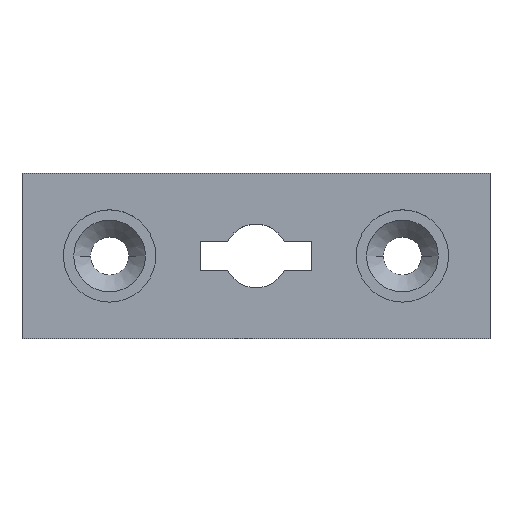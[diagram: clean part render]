
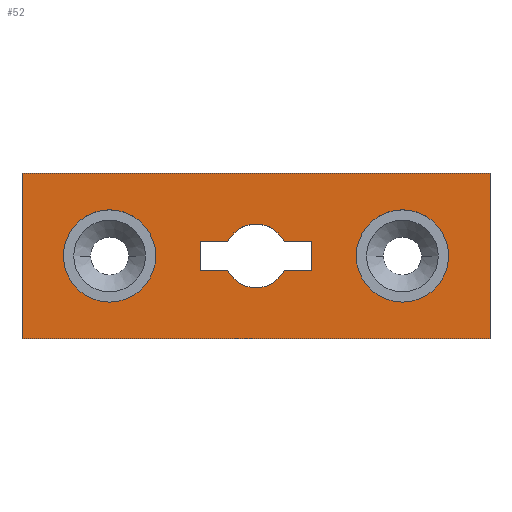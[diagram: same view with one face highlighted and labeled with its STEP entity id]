
A CAD part, top view. The second image highlights one B-rep face of the part: STEP entity #52.
In plain terms, the highlighted planar face has unit normal (0, 0, 1).
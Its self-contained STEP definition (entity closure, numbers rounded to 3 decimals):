
#17 = ORIENTED_EDGE ( 'NONE', *, *, #866, .F. ) ;
#32 = ORIENTED_EDGE ( 'NONE', *, *, #786, .F. ) ;
#52 = ADVANCED_FACE ( 'NONE', ( #297, #303, #114, #218 ), #714, .F. ) ;
#71 = ORIENTED_EDGE ( 'NONE', *, *, #788, .F. ) ;
#75 = ORIENTED_EDGE ( 'NONE', *, *, #871, .T. ) ;
#88 = ORIENTED_EDGE ( 'NONE', *, *, #781, .F. ) ;
#90 = ORIENTED_EDGE ( 'NONE', *, *, #769, .F. ) ;
#94 = ORIENTED_EDGE ( 'NONE', *, *, #783, .F. ) ;
#95 = ORIENTED_EDGE ( 'NONE', *, *, #773, .T. ) ;
#114 = FACE_BOUND ( 'NONE', #157, .T. ) ;
#115 = EDGE_LOOP ( 'NONE', ( #158, #17 ) ) ;
#157 = EDGE_LOOP ( 'NONE', ( #169, #159, #88, #190, #165, #71, #197, #32 ) ) ;
#158 = ORIENTED_EDGE ( 'NONE', *, *, #796, .F. ) ;
#159 = ORIENTED_EDGE ( 'NONE', *, *, #771, .F. ) ;
#161 = EDGE_LOOP ( 'NONE', ( #90, #94 ) ) ;
#165 = ORIENTED_EDGE ( 'NONE', *, *, #782, .F. ) ;
#169 = ORIENTED_EDGE ( 'NONE', *, *, #872, .F. ) ;
#177 = ORIENTED_EDGE ( 'NONE', *, *, #784, .T. ) ;
#185 = ORIENTED_EDGE ( 'NONE', *, *, #870, .T. ) ;
#190 = ORIENTED_EDGE ( 'NONE', *, *, #770, .F. ) ;
#197 = ORIENTED_EDGE ( 'NONE', *, *, #797, .F. ) ;
#214 = EDGE_LOOP ( 'NONE', ( #75, #95, #177, #185 ) ) ;
#218 = FACE_OUTER_BOUND ( 'NONE', #214, .T. ) ;
#247 = CIRCLE ( 'NONE', #820, 2. ) ;
#249 = VECTOR ( 'NONE', #393, 1000. ) ;
#250 = LINE ( 'NONE', #401, #249 ) ;
#252 = VECTOR ( 'NONE', #403, 1000. ) ;
#254 = LINE ( 'NONE', #484, #252 ) ;
#255 = CIRCLE ( 'NONE', #816, 2.9 ) ;
#275 = CIRCLE ( 'NONE', #819, 2.9 ) ;
#276 = LINE ( 'NONE', #504, #289 ) ;
#289 = VECTOR ( 'NONE', #498, 1000. ) ;
#294 = VECTOR ( 'NONE', #501, 1000. ) ;
#295 = LINE ( 'NONE', #502, #294 ) ;
#297 = FACE_BOUND ( 'NONE', #115, .T. ) ;
#303 = FACE_BOUND ( 'NONE', #161, .T. ) ;
#304 = VECTOR ( 'NONE', #520, 1000. ) ;
#308 = CIRCLE ( 'NONE', #822, 2.9 ) ;
#309 = LINE ( 'NONE', #514, #304 ) ;
#310 = CIRCLE ( 'NONE', #827, 2. ) ;
#312 = LINE ( 'NONE', #487, #329 ) ;
#313 = VECTOR ( 'NONE', #452, 1000. ) ;
#314 = LINE ( 'NONE', #475, #313 ) ;
#329 = VECTOR ( 'NONE', #485, 1000. ) ;
#332 = LINE ( 'NONE', #646, #336 ) ;
#336 = VECTOR ( 'NONE', #652, 1000. ) ;
#338 = VECTOR ( 'NONE', #647, 1000. ) ;
#339 = CIRCLE ( 'NONE', #829, 2.9 ) ;
#340 = LINE ( 'NONE', #639, #338 ) ;
#352 = VECTOR ( 'NONE', #645, 1000. ) ;
#365 = LINE ( 'NONE', #644, #352 ) ;
#382 = DIRECTION ( 'NONE',  ( 1., 0., 0. ) ) ;
#383 = DIRECTION ( 'NONE',  ( 0., 0., 1. ) ) ;
#393 = DIRECTION ( 'NONE',  ( 0., 1., 0. ) ) ;
#401 = CARTESIAN_POINT ( 'NONE',  ( 14.7, -5.2, 0. ) ) ;
#403 = DIRECTION ( 'NONE',  ( 1., 0., 0. ) ) ;
#431 = VERTEX_POINT ( 'NONE', #526 ) ;
#433 = VERTEX_POINT ( 'NONE', #524 ) ;
#434 = VERTEX_POINT ( 'NONE', #564 ) ;
#435 = VERTEX_POINT ( 'NONE', #561 ) ;
#437 = VERTEX_POINT ( 'NONE', #551 ) ;
#440 = VERTEX_POINT ( 'NONE', #571 ) ;
#444 = VERTEX_POINT ( 'NONE', #565 ) ;
#452 = DIRECTION ( 'NONE',  ( 0., -1., 0. ) ) ;
#461 = CARTESIAN_POINT ( 'NONE',  ( -9.2, 0., 0. ) ) ;
#467 = DIRECTION ( 'NONE',  ( 1., 0., 0. ) ) ;
#475 = CARTESIAN_POINT ( 'NONE',  ( -3.5, -0.9, 0. ) ) ;
#476 = DIRECTION ( 'NONE',  ( 0., 0., 1. ) ) ;
#478 = CARTESIAN_POINT ( 'NONE',  ( 9.2, 0., 0. ) ) ;
#482 = DIRECTION ( 'NONE',  ( 1., 0., 0. ) ) ;
#483 = DIRECTION ( 'NONE',  ( 0., 0., 1. ) ) ;
#484 = CARTESIAN_POINT ( 'NONE',  ( -14.7, -5.2, 0. ) ) ;
#485 = DIRECTION ( 'NONE',  ( 0., -1., 0. ) ) ;
#486 = DIRECTION ( 'NONE',  ( 1., 0., 0. ) ) ;
#487 = CARTESIAN_POINT ( 'NONE',  ( -14.7, -5.2, 0. ) ) ;
#489 = DIRECTION ( 'NONE',  ( 1., 0., 0. ) ) ;
#490 = DIRECTION ( 'NONE',  ( 0., 0., 1. ) ) ;
#496 = DIRECTION ( 'NONE',  ( 0., 0., 1. ) ) ;
#498 = DIRECTION ( 'NONE',  ( 0., 1., 0. ) ) ;
#501 = DIRECTION ( 'NONE',  ( -1., 0., 0. ) ) ;
#502 = CARTESIAN_POINT ( 'NONE',  ( -3.5, 0.9, 0. ) ) ;
#504 = CARTESIAN_POINT ( 'NONE',  ( 3.5, -0.9, 0. ) ) ;
#506 = CARTESIAN_POINT ( 'NONE',  ( -9.2, 0., 0. ) ) ;
#514 = CARTESIAN_POINT ( 'NONE',  ( -3.5, -0.9, 0. ) ) ;
#515 = CARTESIAN_POINT ( 'NONE',  ( 0., 0., 0. ) ) ;
#520 = DIRECTION ( 'NONE',  ( 1., 0., 0. ) ) ;
#524 = CARTESIAN_POINT ( 'NONE',  ( 3.5, 0.9, 0. ) ) ;
#526 = CARTESIAN_POINT ( 'NONE',  ( -3.5, 0.9, 0. ) ) ;
#551 = CARTESIAN_POINT ( 'NONE',  ( -14.7, -5.2, 0. ) ) ;
#561 = CARTESIAN_POINT ( 'NONE',  ( 1.786, 0.9, 0. ) ) ;
#564 = CARTESIAN_POINT ( 'NONE',  ( 3.5, -0.9, 0. ) ) ;
#565 = CARTESIAN_POINT ( 'NONE',  ( 14.7, -5.2, 0. ) ) ;
#571 = CARTESIAN_POINT ( 'NONE',  ( -3.5, -0.9, 0. ) ) ;
#589 = CARTESIAN_POINT ( 'NONE',  ( 14.7, 5.2, 0. ) ) ;
#593 = CARTESIAN_POINT ( 'NONE',  ( -14.7, 5.2, 0. ) ) ;
#595 = CARTESIAN_POINT ( 'NONE',  ( -1.786, 0.9, 0. ) ) ;
#598 = CARTESIAN_POINT ( 'NONE',  ( 1.786, -0.9, 0. ) ) ;
#599 = CARTESIAN_POINT ( 'NONE',  ( -6.3, 0., 0. ) ) ;
#602 = CARTESIAN_POINT ( 'NONE',  ( 6.3, 0., 0. ) ) ;
#604 = CARTESIAN_POINT ( 'NONE',  ( -1.786, -0.9, 0. ) ) ;
#605 = CARTESIAN_POINT ( 'NONE',  ( -12.1, 0., 0. ) ) ;
#606 = CARTESIAN_POINT ( 'NONE',  ( 12.1, 0., 0. ) ) ;
#639 = CARTESIAN_POINT ( 'NONE',  ( -3.5, -0.9, 0. ) ) ;
#641 = CARTESIAN_POINT ( 'NONE',  ( 9.2, 0., 0. ) ) ;
#642 = DIRECTION ( 'NONE',  ( 0., 0., 1. ) ) ;
#643 = DIRECTION ( 'NONE',  ( 1., 0., 0. ) ) ;
#644 = CARTESIAN_POINT ( 'NONE',  ( -3.5, 0.9, 0. ) ) ;
#645 = DIRECTION ( 'NONE',  ( -1., 0., 0. ) ) ;
#646 = CARTESIAN_POINT ( 'NONE',  ( -14.7, 5.2, 0. ) ) ;
#647 = DIRECTION ( 'NONE',  ( 1., 0., 0. ) ) ;
#652 = DIRECTION ( 'NONE',  ( -1., 0., 0. ) ) ;
#663 = CARTESIAN_POINT ( 'NONE',  ( 0., 0., 0. ) ) ;
#683 = VERTEX_POINT ( 'NONE', #589 ) ;
#694 = VERTEX_POINT ( 'NONE', #593 ) ;
#696 = VERTEX_POINT ( 'NONE', #595 ) ;
#699 = VERTEX_POINT ( 'NONE', #598 ) ;
#700 = VERTEX_POINT ( 'NONE', #599 ) ;
#703 = VERTEX_POINT ( 'NONE', #602 ) ;
#707 = DIRECTION ( 'NONE',  ( -1., 0., 0. ) ) ;
#708 = DIRECTION ( 'NONE',  ( 0., 0., -1. ) ) ;
#710 = CARTESIAN_POINT ( 'NONE',  ( 14.7, 5.2, 0. ) ) ;
#714 = PLANE ( 'NONE',  #846 ) ;
#742 = VERTEX_POINT ( 'NONE', #604 ) ;
#747 = VERTEX_POINT ( 'NONE', #605 ) ;
#750 = VERTEX_POINT ( 'NONE', #606 ) ;
#769 = EDGE_CURVE ( 'NONE', #750, #703, #339, .T. ) ;
#770 = EDGE_CURVE ( 'NONE', #696, #431, #365, .T. ) ;
#771 = EDGE_CURVE ( 'NONE', #440, #742, #340, .T. ) ;
#773 = EDGE_CURVE ( 'NONE', #683, #694, #332, .T. ) ;
#781 = EDGE_CURVE ( 'NONE', #431, #440, #314, .T. ) ;
#782 = EDGE_CURVE ( 'NONE', #435, #696, #310, .T. ) ;
#783 = EDGE_CURVE ( 'NONE', #703, #750, #308, .T. ) ;
#784 = EDGE_CURVE ( 'NONE', #694, #437, #312, .T. ) ;
#786 = EDGE_CURVE ( 'NONE', #699, #434, #309, .T. ) ;
#788 = EDGE_CURVE ( 'NONE', #433, #435, #295, .T. ) ;
#796 = EDGE_CURVE ( 'NONE', #700, #747, #275, .T. ) ;
#797 = EDGE_CURVE ( 'NONE', #434, #433, #276, .T. ) ;
#816 = AXIS2_PLACEMENT_3D ( 'NONE', #461, #483, #482 ) ;
#819 = AXIS2_PLACEMENT_3D ( 'NONE', #506, #490, #489 ) ;
#820 = AXIS2_PLACEMENT_3D ( 'NONE', #515, #383, #382 ) ;
#822 = AXIS2_PLACEMENT_3D ( 'NONE', #478, #496, #486 ) ;
#827 = AXIS2_PLACEMENT_3D ( 'NONE', #663, #476, #467 ) ;
#829 = AXIS2_PLACEMENT_3D ( 'NONE', #641, #642, #643 ) ;
#846 = AXIS2_PLACEMENT_3D ( 'NONE', #710, #708, #707 ) ;
#866 = EDGE_CURVE ( 'NONE', #747, #700, #255, .T. ) ;
#870 = EDGE_CURVE ( 'NONE', #437, #444, #254, .T. ) ;
#871 = EDGE_CURVE ( 'NONE', #444, #683, #250, .T. ) ;
#872 = EDGE_CURVE ( 'NONE', #742, #699, #247, .T. ) ;
